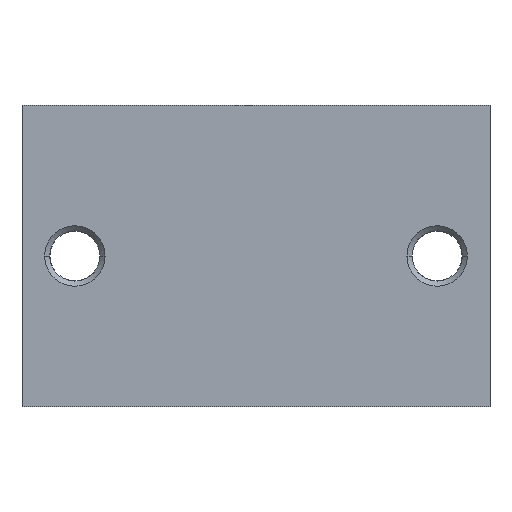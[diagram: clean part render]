
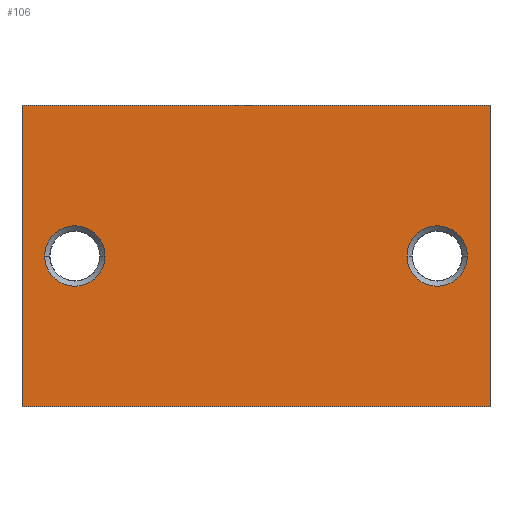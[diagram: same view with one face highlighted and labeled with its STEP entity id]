
A CAD part, front view. The second image highlights one B-rep face of the part: STEP entity #106.
In plain terms, the highlighted planar face has unit normal (0, -1, 0).
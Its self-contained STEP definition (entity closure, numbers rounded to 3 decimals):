
#106 = ADVANCED_FACE( '', ( #180, #181, #182 ), #183, .T. );
#180 = FACE_BOUND( '', #260, .T. );
#181 = FACE_BOUND( '', #261, .T. );
#182 = FACE_OUTER_BOUND( '', #262, .T. );
#183 = PLANE( '', #263 );
#260 = EDGE_LOOP( '', ( #495, #496 ) );
#261 = EDGE_LOOP( '', ( #497, #498 ) );
#262 = EDGE_LOOP( '', ( #499, #500, #501, #502 ) );
#263 = AXIS2_PLACEMENT_3D( '', #503, #504, #505 );
#495 = ORIENTED_EDGE( '', *, *, #561, .T. );
#496 = ORIENTED_EDGE( '', *, *, #572, .T. );
#497 = ORIENTED_EDGE( '', *, *, #546, .T. );
#498 = ORIENTED_EDGE( '', *, *, #579, .T. );
#499 = ORIENTED_EDGE( '', *, *, #604, .T. );
#500 = ORIENTED_EDGE( '', *, *, #591, .F. );
#501 = ORIENTED_EDGE( '', *, *, #605, .T. );
#502 = ORIENTED_EDGE( '', *, *, #602, .T. );
#503 = CARTESIAN_POINT( '', ( 31., 0., 0. ) );
#504 = DIRECTION( '', ( 0., -1., 0. ) );
#505 = DIRECTION( '', ( 1., 0., 0. ) );
#546 = EDGE_CURVE( '', #638, #640, #642, .T. );
#561 = EDGE_CURVE( '', #667, #669, #671, .T. );
#572 = EDGE_CURVE( '', #669, #667, #688, .T. );
#579 = EDGE_CURVE( '', #640, #638, #695, .T. );
#591 = EDGE_CURVE( '', #709, #704, #711, .T. );
#602 = EDGE_CURVE( '', #729, #727, #730, .T. );
#604 = EDGE_CURVE( '', #727, #704, #732, .T. );
#605 = EDGE_CURVE( '', #709, #729, #733, .T. );
#638 = VERTEX_POINT( '', #774 );
#640 = VERTEX_POINT( '', #777 );
#642 = CIRCLE( '', #780, 4. );
#667 = VERTEX_POINT( '', #811 );
#669 = VERTEX_POINT( '', #814 );
#671 = CIRCLE( '', #817, 4. );
#688 = CIRCLE( '', #904, 4. );
#695 = CIRCLE( '', #911, 4. );
#704 = VERTEX_POINT( '', #920 );
#709 = VERTEX_POINT( '', #927 );
#711 = LINE( '', #930, #931 );
#727 = VERTEX_POINT( '', #956 );
#729 = VERTEX_POINT( '', #959 );
#730 = LINE( '', #960, #961 );
#732 = LINE( '', #964, #965 );
#733 = LINE( '', #966, #967 );
#774 = CARTESIAN_POINT( '', ( 28., 0., 20. ) );
#777 = CARTESIAN_POINT( '', ( 20., 0., 20. ) );
#780 = AXIS2_PLACEMENT_3D( '', #1002, #1003, #1004 );
#811 = CARTESIAN_POINT( '', ( -20., 0., 20. ) );
#814 = CARTESIAN_POINT( '', ( -28., 0., 20. ) );
#817 = AXIS2_PLACEMENT_3D( '', #1031, #1032, #1033 );
#904 = AXIS2_PLACEMENT_3D( '', #1050, #1051, #1052 );
#911 = AXIS2_PLACEMENT_3D( '', #1071, #1072, #1073 );
#920 = CARTESIAN_POINT( '', ( -31., 0., 40. ) );
#927 = CARTESIAN_POINT( '', ( -31., 0., 0. ) );
#930 = CARTESIAN_POINT( '', ( -31., 0., 0. ) );
#931 = VECTOR( '', #1101, 1. );
#956 = CARTESIAN_POINT( '', ( 31., 0., 40. ) );
#959 = CARTESIAN_POINT( '', ( 31., 0., 0. ) );
#960 = CARTESIAN_POINT( '', ( 31., 0., 0. ) );
#961 = VECTOR( '', #1112, 1. );
#964 = CARTESIAN_POINT( '', ( -31., 0., 40. ) );
#965 = VECTOR( '', #1114, 1. );
#966 = CARTESIAN_POINT( '', ( -31., 0., 0. ) );
#967 = VECTOR( '', #1115, 1. );
#1002 = CARTESIAN_POINT( '', ( 24., 0., 20. ) );
#1003 = DIRECTION( '', ( 0., 1., 0. ) );
#1004 = DIRECTION( '', ( 1., 0., 0. ) );
#1031 = CARTESIAN_POINT( '', ( -24., 0., 20. ) );
#1032 = DIRECTION( '', ( 0., 1., 0. ) );
#1033 = DIRECTION( '', ( 1., 0., 0. ) );
#1050 = CARTESIAN_POINT( '', ( -24., 0., 20. ) );
#1051 = DIRECTION( '', ( 0., 1., 0. ) );
#1052 = DIRECTION( '', ( 1., 0., 0. ) );
#1071 = CARTESIAN_POINT( '', ( 24., 0., 20. ) );
#1072 = DIRECTION( '', ( 0., 1., 0. ) );
#1073 = DIRECTION( '', ( 1., 0., 0. ) );
#1101 = DIRECTION( '', ( 0., 0., 1. ) );
#1112 = DIRECTION( '', ( 0., 0., 1. ) );
#1114 = DIRECTION( '', ( -1., 0., 0. ) );
#1115 = DIRECTION( '', ( 1., 0., 0. ) );
